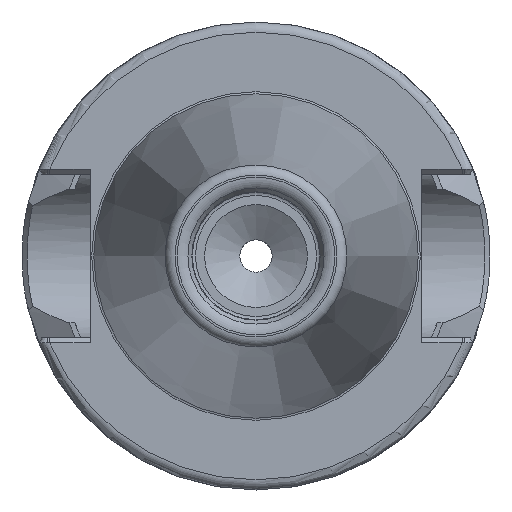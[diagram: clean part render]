
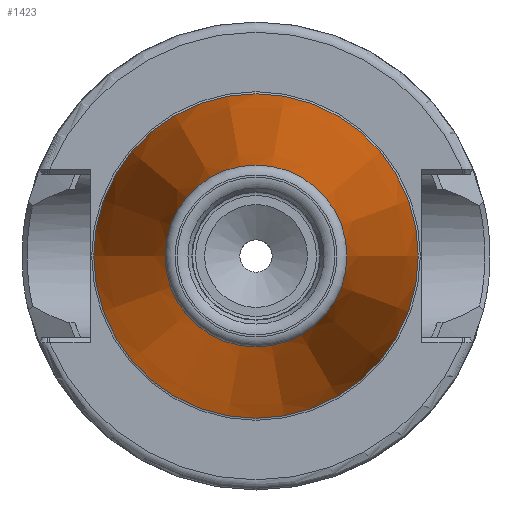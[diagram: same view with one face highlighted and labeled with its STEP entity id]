
A CAD part, left-side view. The second image highlights one B-rep face of the part: STEP entity #1423.
In plain terms, the highlighted conical face has half-angle 8.297 degrees and reference radius 12.445 mm.
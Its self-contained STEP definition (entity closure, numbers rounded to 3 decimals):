
#197=FACE_OUTER_BOUND('',#275,.T.);
#275=EDGE_LOOP('',(#1278,#1279,#1280,#1281,#1282,#1283,#1284));
#350=LINE('',#3130,#415);
#415=VECTOR('',#1965,12.445);
#499=CIRCLE('',#1587,8.941);
#500=CIRCLE('',#1588,8.941);
#501=CIRCLE('',#1589,8.941);
#503=CIRCLE('',#1592,15.948);
#504=CIRCLE('',#1593,15.948);
#662=VERTEX_POINT('',#3118);
#663=VERTEX_POINT('',#3119);
#664=VERTEX_POINT('',#3121);
#665=VERTEX_POINT('',#3126);
#666=VERTEX_POINT('',#3127);
#875=EDGE_CURVE('',#662,#663,#499,.T.);
#876=EDGE_CURVE('',#664,#662,#500,.T.);
#877=EDGE_CURVE('',#663,#664,#501,.T.);
#879=EDGE_CURVE('',#665,#666,#503,.T.);
#880=EDGE_CURVE('',#666,#665,#504,.T.);
#881=EDGE_CURVE('',#666,#664,#350,.T.);
#1278=ORIENTED_EDGE('',*,*,#879,.F.);
#1279=ORIENTED_EDGE('',*,*,#880,.F.);
#1280=ORIENTED_EDGE('',*,*,#881,.T.);
#1281=ORIENTED_EDGE('',*,*,#876,.T.);
#1282=ORIENTED_EDGE('',*,*,#875,.T.);
#1283=ORIENTED_EDGE('',*,*,#877,.T.);
#1284=ORIENTED_EDGE('',*,*,#881,.F.);
#1359=CONICAL_SURFACE('',#1591,12.445,0.145);
#1423=ADVANCED_FACE('',(#197),#1359,.T.);
#1587=AXIS2_PLACEMENT_3D('',#3120,#1951,#1952);
#1588=AXIS2_PLACEMENT_3D('',#3122,#1953,#1954);
#1589=AXIS2_PLACEMENT_3D('',#3123,#1955,#1956);
#1591=AXIS2_PLACEMENT_3D('',#3125,#1959,#1960);
#1592=AXIS2_PLACEMENT_3D('',#3128,#1961,#1962);
#1593=AXIS2_PLACEMENT_3D('',#3129,#1963,#1964);
#1951=DIRECTION('center_axis',(1.,0.,0.));
#1952=DIRECTION('ref_axis',(0.,0.,-1.));
#1953=DIRECTION('center_axis',(1.,0.,0.));
#1954=DIRECTION('ref_axis',(0.,0.,-1.));
#1955=DIRECTION('center_axis',(1.,0.,0.));
#1956=DIRECTION('ref_axis',(0.,0.,-1.));
#1959=DIRECTION('center_axis',(1.,0.,0.));
#1960=DIRECTION('ref_axis',(0.,1.,0.));
#1961=DIRECTION('center_axis',(1.,0.,0.));
#1962=DIRECTION('ref_axis',(0.,0.,-1.));
#1963=DIRECTION('center_axis',(1.,0.,0.));
#1964=DIRECTION('ref_axis',(0.,0.,-1.));
#1965=DIRECTION('',(-0.99,0.144,0.));
#3118=CARTESIAN_POINT('',(-47.944,8.941,0.));
#3119=CARTESIAN_POINT('',(-47.944,0.,8.941));
#3120=CARTESIAN_POINT('Origin',(-47.944,0.,
0.));
#3121=CARTESIAN_POINT('',(-47.944,-8.941,0.));
#3122=CARTESIAN_POINT('Origin',(-47.944,0.,
0.));
#3123=CARTESIAN_POINT('Origin',(-47.944,0.,
0.));
#3125=CARTESIAN_POINT('Origin',(-23.922,0.,
0.));
#3126=CARTESIAN_POINT('',(0.1,15.948,0.));
#3127=CARTESIAN_POINT('',(0.1,-15.948,0.));
#3128=CARTESIAN_POINT('Origin',(0.1,0.,
0.));
#3129=CARTESIAN_POINT('Origin',(0.1,0.,
0.));
#3130=CARTESIAN_POINT('',(-23.922,-12.445,0.));
